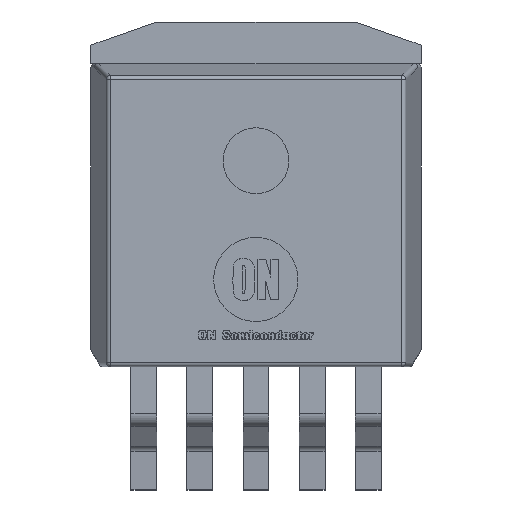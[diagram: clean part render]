
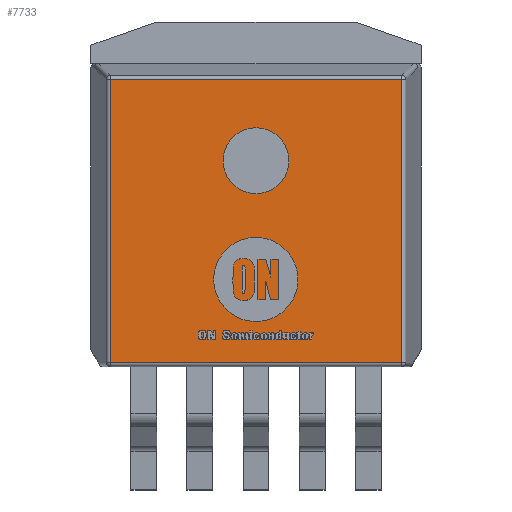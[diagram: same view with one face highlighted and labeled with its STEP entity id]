
A CAD part, top view. The second image highlights one B-rep face of the part: STEP entity #7733.
In plain terms, the highlighted planar face has unit normal (0, 0, 1).
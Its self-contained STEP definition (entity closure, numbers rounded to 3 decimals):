
#563=FACE_BOUND('',#1271,.T.);
#582=CIRCLE('',#8288,1.);
#583=CIRCLE('',#8289,1.);
#820=FACE_OUTER_BOUND('',#1270,.T.);
#1270=EDGE_LOOP('',(#5243,#5244,#5245,#5246));
#1271=EDGE_LOOP('',(#5247,#5248));
#1732=LINE('',#10392,#2453);
#1735=LINE('',#10407,#2456);
#1742=LINE('',#10429,#2463);
#1744=LINE('',#10432,#2465);
#2453=VECTOR('',#8798,10.);
#2456=VECTOR('',#8815,10.);
#2463=VECTOR('',#8840,10.);
#2465=VECTOR('',#8844,10.);
#3167=VERTEX_POINT('',#10355);
#3168=VERTEX_POINT('',#10356);
#3175=VERTEX_POINT('',#10375);
#3177=VERTEX_POINT('',#10384);
#3184=VERTEX_POINT('',#10403);
#3186=VERTEX_POINT('',#10411);
#3958=EDGE_CURVE('',#3167,#3168,#582,.T.);
#3959=EDGE_CURVE('',#3168,#3167,#583,.T.);
#3976=EDGE_CURVE('',#3177,#3175,#1732,.T.);
#3983=EDGE_CURVE('',#3175,#3184,#1735,.T.);
#3995=EDGE_CURVE('',#3184,#3186,#1742,.T.);
#3997=EDGE_CURVE('',#3186,#3177,#1744,.T.);
#5243=ORIENTED_EDGE('',*,*,#3976,.F.);
#5244=ORIENTED_EDGE('',*,*,#3997,.F.);
#5245=ORIENTED_EDGE('',*,*,#3995,.F.);
#5246=ORIENTED_EDGE('',*,*,#3983,.F.);
#5247=ORIENTED_EDGE('',*,*,#3958,.T.);
#5248=ORIENTED_EDGE('',*,*,#3959,.T.);
#7501=PLANE('',#8332);
#7733=ADVANCED_FACE('',(#820,#563),#7501,.T.);
#8288=AXIS2_PLACEMENT_3D('',#10357,#8756,#8757);
#8289=AXIS2_PLACEMENT_3D('',#10358,#8758,#8759);
#8332=AXIS2_PLACEMENT_3D('',#10451,#8869,#8870);
#8756=DIRECTION('center_axis',(0.,0.,-1.));
#8757=DIRECTION('ref_axis',(1.,0.,0.));
#8758=DIRECTION('center_axis',(0.,0.,-1.));
#8759=DIRECTION('ref_axis',(1.,0.,0.));
#8798=DIRECTION('',(0.,-1.,0.));
#8815=DIRECTION('',(-1.,0.,0.));
#8840=DIRECTION('',(0.,1.,0.));
#8844=DIRECTION('',(1.,0.,0.));
#8869=DIRECTION('center_axis',(0.,0.,1.));
#8870=DIRECTION('ref_axis',(1.,0.,0.));
#10355=CARTESIAN_POINT('',(1.,1.651,4.826));
#10356=CARTESIAN_POINT('',(-1.,1.651,4.826));
#10357=CARTESIAN_POINT('Origin',(0.,1.651,4.826));
#10358=CARTESIAN_POINT('Origin',(0.,1.651,4.826));
#10375=CARTESIAN_POINT('',(4.421,-4.477,4.826));
#10384=CARTESIAN_POINT('',(4.421,4.115,4.826));
#10392=CARTESIAN_POINT('',(4.421,-1.149,4.826));
#10403=CARTESIAN_POINT('',(-4.421,-4.477,4.826));
#10407=CARTESIAN_POINT('',(-2.505,-4.477,4.826));
#10411=CARTESIAN_POINT('',(-4.421,4.115,4.826));
#10429=CARTESIAN_POINT('',(-4.421,1.149,4.826));
#10432=CARTESIAN_POINT('',(1.253,4.115,4.826));
#10451=CARTESIAN_POINT('Origin',(0.,0.,
4.826));
